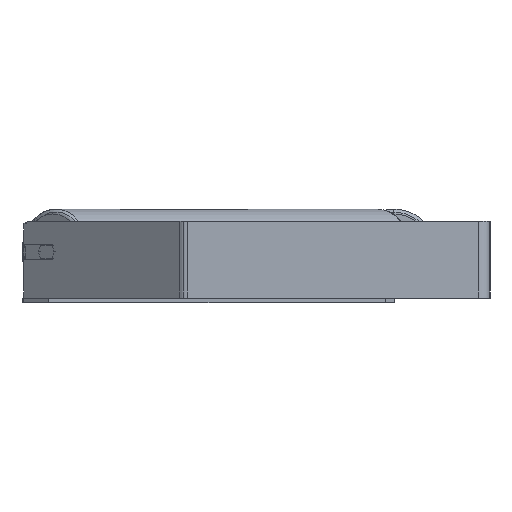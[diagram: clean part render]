
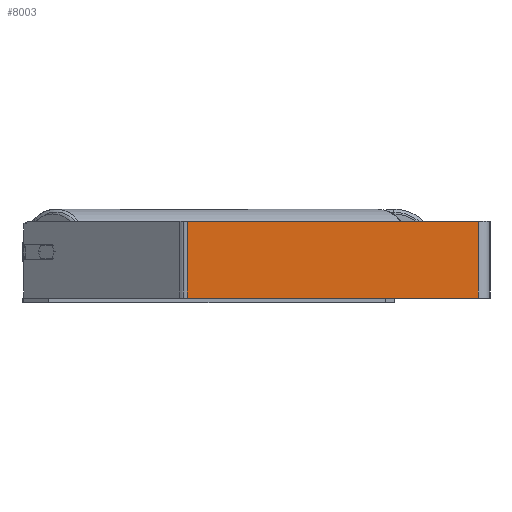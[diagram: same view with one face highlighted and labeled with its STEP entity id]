
A CAD part, left-side view. The second image highlights one B-rep face of the part: STEP entity #8003.
In plain terms, the highlighted planar face has unit normal (-1, 0, 0).
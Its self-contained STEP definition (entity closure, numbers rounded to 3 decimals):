
#77 = DIRECTION ( 'NONE',  ( 1., 0., 0. ) ) ;
#532 = VERTEX_POINT ( 'NONE', #3091 ) ;
#706 = EDGE_LOOP ( 'NONE', ( #8591, #3509, #9015, #7102 ) ) ;
#725 = CARTESIAN_POINT ( 'NONE',  ( -840., 319.095, 40. ) ) ;
#1067 = DIRECTION ( 'NONE',  ( 0., -1., 0. ) ) ;
#2324 = CARTESIAN_POINT ( 'NONE',  ( -840., 12., 40. ) ) ;
#2409 = DIRECTION ( 'NONE',  ( 0., -1., 0. ) ) ;
#2728 = EDGE_CURVE ( 'NONE', #532, #5790, #4619, .T. ) ;
#2943 = FACE_OUTER_BOUND ( 'NONE', #706, .T. ) ;
#3091 = CARTESIAN_POINT ( 'NONE',  ( -840., 314.728, -40. ) ) ;
#3140 = CARTESIAN_POINT ( 'NONE',  ( -840., 314.728, 40. ) ) ;
#3255 = VERTEX_POINT ( 'NONE', #6743 ) ;
#3509 = ORIENTED_EDGE ( 'NONE', *, *, #8497, .F. ) ;
#4619 = LINE ( 'NONE', #8242, #8639 ) ;
#5030 = VERTEX_POINT ( 'NONE', #8865 ) ;
#5790 = VERTEX_POINT ( 'NONE', #6704 ) ;
#5906 = PLANE ( 'NONE',  #8338 ) ;
#6050 = LINE ( 'NONE', #3140, #9064 ) ;
#6122 = LINE ( 'NONE', #6694, #6649 ) ;
#6649 = VECTOR ( 'NONE', #2409, 1000. ) ;
#6694 = CARTESIAN_POINT ( 'NONE',  ( -840., 319.095, 40. ) ) ;
#6704 = CARTESIAN_POINT ( 'NONE',  ( -840., 12., -40. ) ) ;
#6743 = CARTESIAN_POINT ( 'NONE',  ( -840., 314.728, 40. ) ) ;
#6772 = EDGE_CURVE ( 'NONE', #3255, #532, #6050, .T. ) ;
#7102 = ORIENTED_EDGE ( 'NONE', *, *, #6772, .T. ) ;
#7495 = EDGE_CURVE ( 'NONE', #3255, #5030, #6122, .T. ) ;
#8003 = ADVANCED_FACE ( 'NONE', ( #2943 ), #5906, .F. ) ;
#8174 = LINE ( 'NONE', #2324, #9097 ) ;
#8242 = CARTESIAN_POINT ( 'NONE',  ( -840., 319.095, -40. ) ) ;
#8338 = AXIS2_PLACEMENT_3D ( 'NONE', #725, #77, #8809 ) ;
#8497 = EDGE_CURVE ( 'NONE', #5030, #5790, #8174, .T. ) ;
#8591 = ORIENTED_EDGE ( 'NONE', *, *, #2728, .T. ) ;
#8639 = VECTOR ( 'NONE', #1067, 1000. ) ;
#8809 = DIRECTION ( 'NONE',  ( 0., 0., -1. ) ) ;
#8865 = CARTESIAN_POINT ( 'NONE',  ( -840., 12., 40. ) ) ;
#8951 = DIRECTION ( 'NONE',  ( 0., 0., -1. ) ) ;
#9015 = ORIENTED_EDGE ( 'NONE', *, *, #7495, .F. ) ;
#9018 = DIRECTION ( 'NONE',  ( 0., 0., -1. ) ) ;
#9064 = VECTOR ( 'NONE', #8951, 1000. ) ;
#9097 = VECTOR ( 'NONE', #9018, 1000. ) ;
